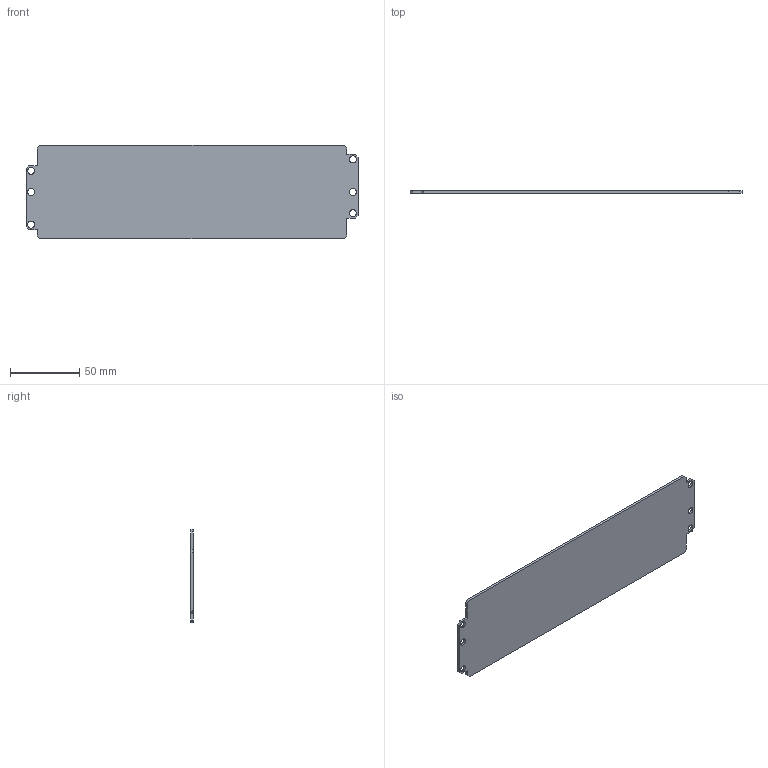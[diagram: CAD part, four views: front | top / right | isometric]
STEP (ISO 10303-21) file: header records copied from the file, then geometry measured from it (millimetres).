
FILE_DESCRIPTION (( 'STEP AP203' ), '1' );
FILE_NAME ('1590Z140PL.step', '2020-11-14T20:07:18', ( 'ADC123' ), ( 'Microsoft' ), 'SwSTEP 2.0', 'SolidWorks 2019', '' );
FILE_SCHEMA (( 'CONFIG_CONTROL_DESIGN' ));
Length unit declared in the file: inch
Products named in the file (1): 1590Z140PL
Bounding box: 238.9 x 1.61 x 67.4 mm (x, y, z)
Volume: 25197.5 mm3; surface area: 32369.9 mm2
Topology: 1 solids, 1 shells, 28 faces, 78 edges, 52 vertices
Faces by surface type: plane 22, cylinder 6
Full cylindrical faces by diameter (mm): 5 x6
Entity records: 967 total; most frequent: CARTESIAN_POINT 153, ORIENTED_EDGE 144, DIRECTION 142, EDGE_CURVE 72, VECTOR 60, LINE 60, VERTEX_POINT 52, EDGE_LOOP 46
